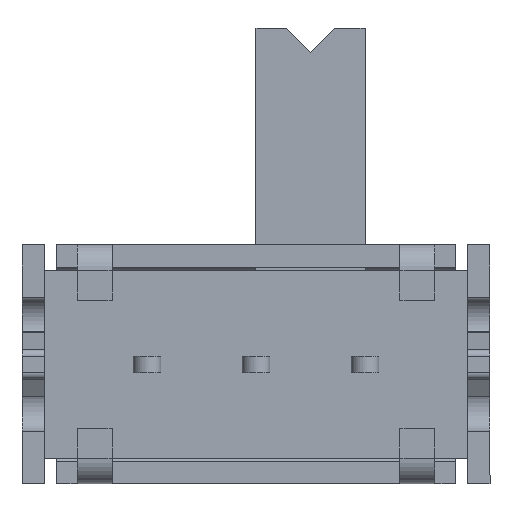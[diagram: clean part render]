
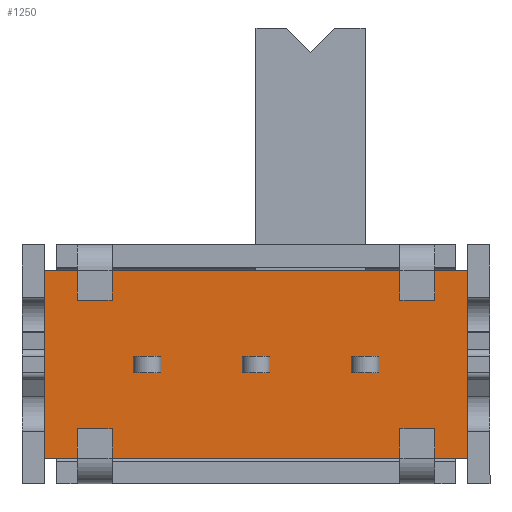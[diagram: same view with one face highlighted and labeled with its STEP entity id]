
A CAD part, front view. The second image highlights one B-rep face of the part: STEP entity #1250.
In plain terms, the highlighted planar face has unit normal (0, -1, 0).
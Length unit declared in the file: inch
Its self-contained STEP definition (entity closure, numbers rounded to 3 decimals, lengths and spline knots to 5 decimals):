
#95 = LINE ( 'NONE', #3239, #2601 ) ;
#124 = LINE ( 'NONE', #1318, #3702 ) ;
#373 = CARTESIAN_POINT ( 'NONE',  ( -0.1535, 0.016, 0.068 ) ) ;
#431 = LINE ( 'NONE', #4636, #928 ) ;
#698 = ORIENTED_EDGE ( 'NONE', *, *, #3690, .F. ) ;
#776 = VERTEX_POINT ( 'NONE', #3297 ) ;
#921 = DIRECTION ( 'NONE',  ( 1., 0., 0. ) ) ;
#928 = VECTOR ( 'NONE', #1626, 39.37008 ) ;
#1215 = CARTESIAN_POINT ( 'NONE',  ( 0., 0.016, 0. ) ) ;
#1250 = ADVANCED_FACE ( 'NONE', ( #4749 ), #3523, .F. ) ;
#1278 = VECTOR ( 'NONE', #4920, 39.37008 ) ;
#1318 = CARTESIAN_POINT ( 'NONE',  ( 0.1535, 0.016, 0.068 ) ) ;
#1371 = EDGE_CURVE ( 'NONE', #1695, #2875, #2978, .T. ) ;
#1453 = EDGE_CURVE ( 'NONE', #2875, #3203, #124, .T. ) ;
#1603 = CARTESIAN_POINT ( 'NONE',  ( 0.1535, 0.016, 0.068 ) ) ;
#1626 = DIRECTION ( 'NONE',  ( 0., 0., -1. ) ) ;
#1695 = VERTEX_POINT ( 'NONE', #4387 ) ;
#2008 = EDGE_LOOP ( 'NONE', ( #3712, #4499, #698, #4479 ) ) ;
#2050 = DIRECTION ( 'NONE',  ( -1., 0., 0. ) ) ;
#2548 = EDGE_CURVE ( 'NONE', #776, #1695, #95, .T. ) ;
#2601 = VECTOR ( 'NONE', #2050, 39.37008 ) ;
#2615 = AXIS2_PLACEMENT_3D ( 'NONE', #1215, #5077, #3577 ) ;
#2875 = VERTEX_POINT ( 'NONE', #373 ) ;
#2978 = LINE ( 'NONE', #3751, #1278 ) ;
#3203 = VERTEX_POINT ( 'NONE', #1603 ) ;
#3239 = CARTESIAN_POINT ( 'NONE',  ( 0.1535, 0.016, -0.068 ) ) ;
#3297 = CARTESIAN_POINT ( 'NONE',  ( 0.1535, 0.016, -0.068 ) ) ;
#3523 = PLANE ( 'NONE',  #2615 ) ;
#3577 = DIRECTION ( 'NONE',  ( 0., 0., 1. ) ) ;
#3690 = EDGE_CURVE ( 'NONE', #3203, #776, #431, .T. ) ;
#3702 = VECTOR ( 'NONE', #921, 39.37008 ) ;
#3712 = ORIENTED_EDGE ( 'NONE', *, *, #1371, .F. ) ;
#3751 = CARTESIAN_POINT ( 'NONE',  ( -0.1535, 0.016, 0.068 ) ) ;
#4387 = CARTESIAN_POINT ( 'NONE',  ( -0.1535, 0.016, -0.068 ) ) ;
#4479 = ORIENTED_EDGE ( 'NONE', *, *, #1453, .F. ) ;
#4499 = ORIENTED_EDGE ( 'NONE', *, *, #2548, .F. ) ;
#4636 = CARTESIAN_POINT ( 'NONE',  ( 0.1535, 0.016, 0.068 ) ) ;
#4749 = FACE_OUTER_BOUND ( 'NONE', #2008, .T. ) ;
#4920 = DIRECTION ( 'NONE',  ( 0., 0., 1. ) ) ;
#5077 = DIRECTION ( 'NONE',  ( 0., 1., 0. ) ) ;
